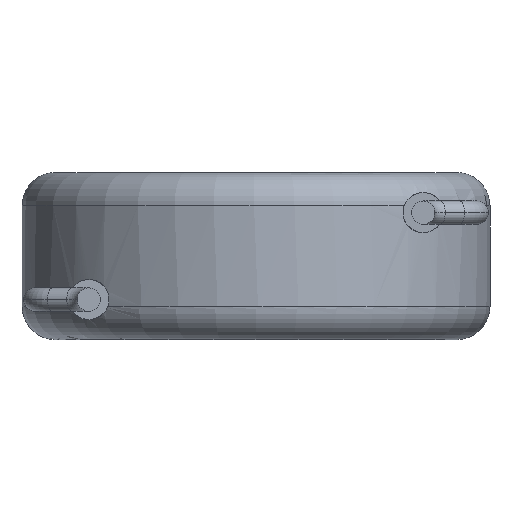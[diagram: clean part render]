
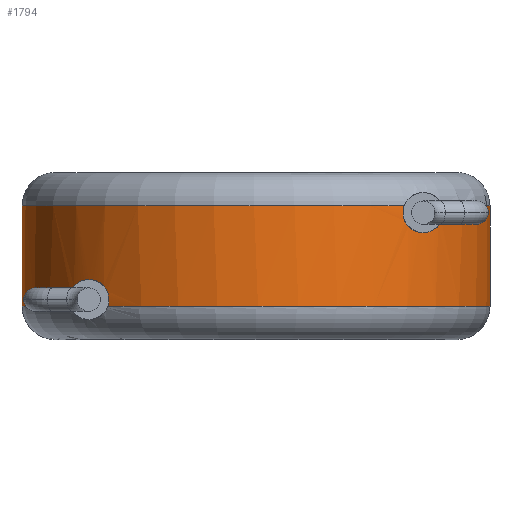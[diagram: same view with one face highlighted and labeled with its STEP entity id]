
A CAD part, front view. The second image highlights one B-rep face of the part: STEP entity #1794.
In plain terms, the highlighted cylindrical face has radius 7 mm (diameter 14 mm), a partial arc.
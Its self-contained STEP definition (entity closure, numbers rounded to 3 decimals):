
#11 = CARTESIAN_POINT ( 'NONE',  ( 5.55, -4.266, 3.554 ) ) ;
#65 = CARTESIAN_POINT ( 'NONE',  ( -5.163, -4.728, 1.783 ) ) ;
#84 = CARTESIAN_POINT ( 'NONE',  ( -5.566, -4.245, 1. ) ) ;
#176 = ORIENTED_EDGE ( 'NONE', *, *, #2548, .T. ) ;
#183 = EDGE_CURVE ( 'NONE', #981, #3287, #3754, .T. ) ;
#189 = B_SPLINE_CURVE_WITH_KNOTS ( 'NONE', 3,
 ( #578, #219, #993, #1948, #3316, #2369, #2949, #1931, #1582, #4314 ),
 .UNSPECIFIED., .F., .F.,
 ( 4, 2, 2, 2, 4 ),
 ( 0., 0., 0.001, 0.001, 0.001 ),
 .UNSPECIFIED. ) ;
#219 = CARTESIAN_POINT ( 'NONE',  ( -4.922, -4.978, 1.8 ) ) ;
#223 = DIRECTION ( 'NONE',  ( 0., 0., -1. ) ) ;
#278 = ORIENTED_EDGE ( 'NONE', *, *, #183, .T. ) ;
#336 = DIRECTION ( 'NONE',  ( 1., 0., 0. ) ) ;
#378 = VERTEX_POINT ( 'NONE', #527 ) ;
#402 = CARTESIAN_POINT ( 'NONE',  ( 5.382, -4.477, 3.328 ) ) ;
#414 = CARTESIAN_POINT ( 'NONE',  ( -5.312, -4.561, 1.719 ) ) ;
#446 = DIRECTION ( 'NONE',  ( 0., 0., -1. ) ) ;
#527 = CARTESIAN_POINT ( 'NONE',  ( -4.434, -5.416, 1. ) ) ;
#533 = AXIS2_PLACEMENT_3D ( 'NONE', #3150, #4089, #2748 ) ;
#542 = LINE ( 'NONE', #1501, #2053 ) ;
#578 = CARTESIAN_POINT ( 'NONE',  ( -5., -4.899, 1.8 ) ) ;
#618 = CARTESIAN_POINT ( 'NONE',  ( 4.398, -5.446, 3.899 ) ) ;
#677 = CARTESIAN_POINT ( 'NONE',  ( -5.596, -4.205, 1.108 ) ) ;
#698 = CARTESIAN_POINT ( 'NONE',  ( -5.557, -4.257, 1.45 ) ) ;
#705 = DIRECTION ( 'NONE',  ( 0., 0., 1. ) ) ;
#732 = DIRECTION ( 'NONE',  ( 1., 0., 0. ) ) ;
#745 = DIRECTION ( 'NONE',  ( 1., 0., 0. ) ) ;
#750 = CARTESIAN_POINT ( 'NONE',  ( 5.596, -4.206, 3.892 ) ) ;
#853 = CARTESIAN_POINT ( 'NONE',  ( -5., -4.899, 1.8 ) ) ;
#863 = CARTESIAN_POINT ( 'NONE',  ( -7., 0., 4. ) ) ;
#946 = CARTESIAN_POINT ( 'NONE',  ( 4.436, -5.415, 3.568 ) ) ;
#981 = VERTEX_POINT ( 'NONE', #1221 ) ;
#993 = CARTESIAN_POINT ( 'NONE',  ( -4.845, -5.054, 1.786 ) ) ;
#1018 = DIRECTION ( 'NONE',  ( 0., 0., -1. ) ) ;
#1050 = CARTESIAN_POINT ( 'NONE',  ( 5., -4.899, 3.2 ) ) ;
#1104 = CARTESIAN_POINT ( 'NONE',  ( 7., 0., 1. ) ) ;
#1197 = B_SPLINE_CURVE_WITH_KNOTS ( 'NONE', 3,
 ( #2011, #1285, #3718, #3014, #4026, #3735, #946, #2325, #618, #1991 ),
 .UNSPECIFIED., .F., .F.,
 ( 4, 2, 2, 2, 4 ),
 ( 0.002, 0.003, 0.003, 0.003, 0.004 ),
 .UNSPECIFIED. ) ;
#1217 = LINE ( 'NONE', #1936, #1697 ) ;
#1221 = CARTESIAN_POINT ( 'NONE',  ( 7., 0., 4. ) ) ;
#1285 = CARTESIAN_POINT ( 'NONE',  ( 4.923, -4.978, 3.2 ) ) ;
#1343 = CIRCLE ( 'NONE', #3717, 7. ) ;
#1389 = AXIS2_PLACEMENT_3D ( 'NONE', #1400, #4429, #745 ) ;
#1400 = CARTESIAN_POINT ( 'NONE',  ( 0., 0., 1. ) ) ;
#1407 = CARTESIAN_POINT ( 'NONE',  ( 0., 0., 1. ) ) ;
#1462 = EDGE_CURVE ( 'NONE', #378, #2228, #4180, .T. ) ;
#1499 = ORIENTED_EDGE ( 'NONE', *, *, #2672, .F. ) ;
#1501 = CARTESIAN_POINT ( 'NONE',  ( 7., 0., 5. ) ) ;
#1582 = CARTESIAN_POINT ( 'NONE',  ( -4.398, -5.446, 1.102 ) ) ;
#1692 = CARTESIAN_POINT ( 'NONE',  ( -7., 0., 1. ) ) ;
#1697 = VECTOR ( 'NONE', #223, 1000. ) ;
#1713 = EDGE_CURVE ( 'NONE', #3838, #2489, #1197, .T. ) ;
#1738 = EDGE_CURVE ( 'NONE', #2627, #378, #189, .T. ) ;
#1755 = CARTESIAN_POINT ( 'NONE',  ( 0., 0., 4. ) ) ;
#1774 = CARTESIAN_POINT ( 'NONE',  ( 5.566, -4.245, 4. ) ) ;
#1794 = ADVANCED_FACE ( 'NONE', ( #3818 ), #3402, .T. ) ;
#1842 = B_SPLINE_CURVE_WITH_KNOTS ( 'NONE', 3,
 ( #84, #3782, #677, #3151, #3488, #698, #2059, #2729, #414, #65, #2437, #2144 ),
 .UNSPECIFIED., .F., .F.,
 ( 4, 2, 2, 2, 2, 4 ),
 ( 0.003, 0.003, 0.004, 0.004, 0.004, 0.005 ),
 .UNSPECIFIED. ) ;
#1931 = CARTESIAN_POINT ( 'NONE',  ( -4.39, -5.452, 1.217 ) ) ;
#1936 = CARTESIAN_POINT ( 'NONE',  ( -7., 0., 5. ) ) ;
#1943 = ORIENTED_EDGE ( 'NONE', *, *, #4078, .T. ) ;
#1948 = CARTESIAN_POINT ( 'NONE',  ( -4.69, -5.198, 1.721 ) ) ;
#1991 = CARTESIAN_POINT ( 'NONE',  ( 4.434, -5.416, 4. ) ) ;
#2011 = CARTESIAN_POINT ( 'NONE',  ( 5., -4.899, 3.2 ) ) ;
#2053 = VECTOR ( 'NONE', #446, 1000. ) ;
#2058 = EDGE_LOOP ( 'NONE', ( #1499, #278, #1943, #3902, #2938, #2654, #3229, #176, #4151, #3771 ) ) ;
#2059 = CARTESIAN_POINT ( 'NONE',  ( -5.504, -4.327, 1.538 ) ) ;
#2069 = DIRECTION ( 'NONE',  ( 1., 0., 0. ) ) ;
#2134 = CARTESIAN_POINT ( 'NONE',  ( 5.312, -4.56, 3.281 ) ) ;
#2144 = CARTESIAN_POINT ( 'NONE',  ( -5., -4.899, 1.8 ) ) ;
#2228 = VERTEX_POINT ( 'NONE', #1104 ) ;
#2325 = CARTESIAN_POINT ( 'NONE',  ( 4.39, -5.452, 3.783 ) ) ;
#2369 = CARTESIAN_POINT ( 'NONE',  ( -4.487, -5.374, 1.526 ) ) ;
#2437 = CARTESIAN_POINT ( 'NONE',  ( -5.083, -4.815, 1.8 ) ) ;
#2489 = VERTEX_POINT ( 'NONE', #3001 ) ;
#2548 = EDGE_CURVE ( 'NONE', #3279, #2627, #1842, .T. ) ;
#2557 = CIRCLE ( 'NONE', #3131, 7. ) ;
#2604 = AXIS2_PLACEMENT_3D ( 'NONE', #3513, #1018, #2069 ) ;
#2627 = VERTEX_POINT ( 'NONE', #853 ) ;
#2654 = ORIENTED_EDGE ( 'NONE', *, *, #3372, .T. ) ;
#2672 = EDGE_CURVE ( 'NONE', #981, #2228, #542, .T. ) ;
#2729 = CARTESIAN_POINT ( 'NONE',  ( -5.382, -4.477, 1.671 ) ) ;
#2748 = DIRECTION ( 'NONE',  ( -1., 0., 0. ) ) ;
#2798 = CARTESIAN_POINT ( 'NONE',  ( 5.566, -4.245, 4. ) ) ;
#2799 = CARTESIAN_POINT ( 'NONE',  ( 5.162, -4.73, 3.216 ) ) ;
#2938 = ORIENTED_EDGE ( 'NONE', *, *, #3872, .T. ) ;
#2949 = CARTESIAN_POINT ( 'NONE',  ( -4.436, -5.415, 1.432 ) ) ;
#3001 = CARTESIAN_POINT ( 'NONE',  ( 4.434, -5.416, 4. ) ) ;
#3014 = CARTESIAN_POINT ( 'NONE',  ( 4.69, -5.198, 3.28 ) ) ;
#3072 = CARTESIAN_POINT ( 'NONE',  ( 5.473, -4.364, 3.429 ) ) ;
#3106 = B_SPLINE_CURVE_WITH_KNOTS ( 'NONE', 3,
 ( #1774, #3793, #750, #4144, #3436, #3415, #11, #3142, #3072, #402, #2134, #2799, #3454, #1050 ),
 .UNSPECIFIED., .F., .F.,
 ( 4, 2, 2, 2, 2, 2, 4 ),
 ( 0.001, 0.001, 0.001, 0.002, 0.002, 0.002, 0.002 ),
 .UNSPECIFIED. ) ;
#3131 = AXIS2_PLACEMENT_3D ( 'NONE', #1407, #705, #336 ) ;
#3139 = EDGE_CURVE ( 'NONE', #3303, #3279, #2557, .T. ) ;
#3142 = CARTESIAN_POINT ( 'NONE',  ( 5.501, -4.329, 3.466 ) ) ;
#3150 = CARTESIAN_POINT ( 'NONE',  ( 0., 0., 5. ) ) ;
#3151 = CARTESIAN_POINT ( 'NONE',  ( -5.602, -4.197, 1.226 ) ) ;
#3229 = ORIENTED_EDGE ( 'NONE', *, *, #3139, .T. ) ;
#3279 = VERTEX_POINT ( 'NONE', #4230 ) ;
#3287 = VERTEX_POINT ( 'NONE', #2798 ) ;
#3303 = VERTEX_POINT ( 'NONE', #1692 ) ;
#3316 = CARTESIAN_POINT ( 'NONE',  ( -4.615, -5.264, 1.67 ) ) ;
#3372 = EDGE_CURVE ( 'NONE', #3374, #3303, #1217, .T. ) ;
#3374 = VERTEX_POINT ( 'NONE', #863 ) ;
#3402 = CYLINDRICAL_SURFACE ( 'NONE', #533, 7. ) ;
#3415 = CARTESIAN_POINT ( 'NONE',  ( 5.57, -4.24, 3.604 ) ) ;
#3436 = CARTESIAN_POINT ( 'NONE',  ( 5.597, -4.205, 3.714 ) ) ;
#3454 = CARTESIAN_POINT ( 'NONE',  ( 5.082, -4.815, 3.2 ) ) ;
#3488 = CARTESIAN_POINT ( 'NONE',  ( -5.597, -4.205, 1.286 ) ) ;
#3513 = CARTESIAN_POINT ( 'NONE',  ( 0., 0., 4. ) ) ;
#3717 = AXIS2_PLACEMENT_3D ( 'NONE', #1755, #3799, #732 ) ;
#3718 = CARTESIAN_POINT ( 'NONE',  ( 4.844, -5.054, 3.215 ) ) ;
#3735 = CARTESIAN_POINT ( 'NONE',  ( 4.487, -5.374, 3.475 ) ) ;
#3754 = CIRCLE ( 'NONE', #2604, 7. ) ;
#3771 = ORIENTED_EDGE ( 'NONE', *, *, #1462, .T. ) ;
#3782 = CARTESIAN_POINT ( 'NONE',  ( -5.584, -4.222, 1.051 ) ) ;
#3793 = CARTESIAN_POINT ( 'NONE',  ( 5.584, -4.222, 3.949 ) ) ;
#3799 = DIRECTION ( 'NONE',  ( 0., 0., -1. ) ) ;
#3818 = FACE_OUTER_BOUND ( 'NONE', #2058, .T. ) ;
#3838 = VERTEX_POINT ( 'NONE', #4129 ) ;
#3872 = EDGE_CURVE ( 'NONE', #2489, #3374, #1343, .T. ) ;
#3902 = ORIENTED_EDGE ( 'NONE', *, *, #1713, .T. ) ;
#4026 = CARTESIAN_POINT ( 'NONE',  ( 4.614, -5.264, 3.33 ) ) ;
#4078 = EDGE_CURVE ( 'NONE', #3287, #3838, #3106, .T. ) ;
#4089 = DIRECTION ( 'NONE',  ( 0., 0., -1. ) ) ;
#4129 = CARTESIAN_POINT ( 'NONE',  ( 5., -4.899, 3.2 ) ) ;
#4144 = CARTESIAN_POINT ( 'NONE',  ( 5.602, -4.197, 3.774 ) ) ;
#4151 = ORIENTED_EDGE ( 'NONE', *, *, #1738, .T. ) ;
#4180 = CIRCLE ( 'NONE', #1389, 7. ) ;
#4230 = CARTESIAN_POINT ( 'NONE',  ( -5.566, -4.245, 1. ) ) ;
#4314 = CARTESIAN_POINT ( 'NONE',  ( -4.434, -5.416, 1. ) ) ;
#4429 = DIRECTION ( 'NONE',  ( 0., 0., 1. ) ) ;
